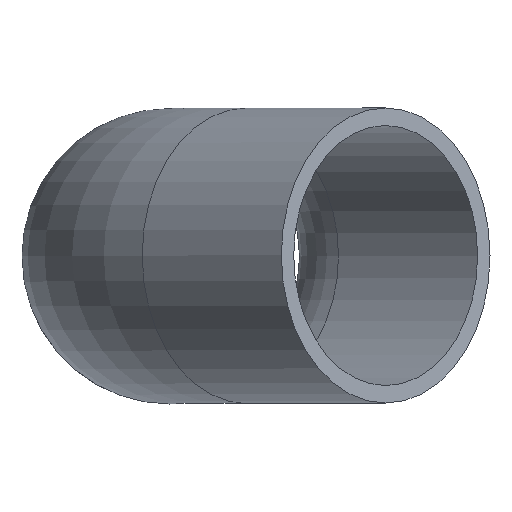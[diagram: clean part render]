
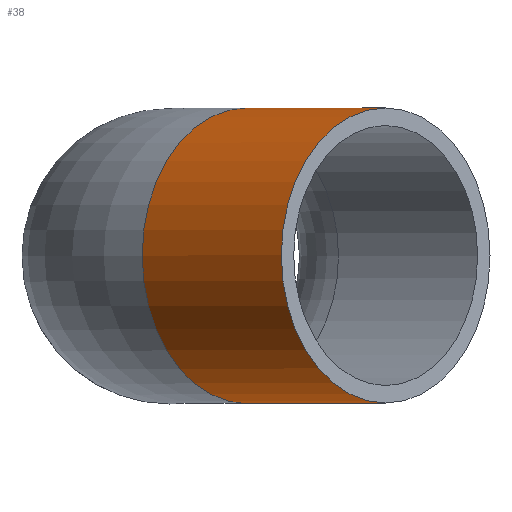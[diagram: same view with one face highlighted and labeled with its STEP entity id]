
A CAD part, top view. The second image highlights one B-rep face of the part: STEP entity #38.
In plain terms, the highlighted cylindrical face has radius 225 mm (diameter 450 mm), a full revolution.
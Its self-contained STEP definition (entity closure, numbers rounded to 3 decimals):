
#38 = ADVANCED_FACE( '', ( #77, #78 ), #79, .T. );
#77 = FACE_OUTER_BOUND( '', #116, .T. );
#78 = FACE_OUTER_BOUND( '', #117, .T. );
#79 = CYLINDRICAL_SURFACE( '', #118, 225. );
#116 = EDGE_LOOP( '', ( #155 ) );
#117 = EDGE_LOOP( '', ( #156 ) );
#118 = AXIS2_PLACEMENT_3D( '', #157, #158, #159 );
#155 = ORIENTED_EDGE( '', *, *, #188, .F. );
#156 = ORIENTED_EDGE( '', *, *, #193, .T. );
#157 = CARTESIAN_POINT( '', ( 299.006, 0., 342.148 ) );
#158 = DIRECTION( '', ( 0.707, 0., 0.707 ) );
#159 = DIRECTION( '', ( -0.707, 0., 0.707 ) );
#188 = EDGE_CURVE( '', #206, #206, #207, .T. );
#193 = EDGE_CURVE( '', #214, #214, #215, .T. );
#206 = VERTEX_POINT( '', #230 );
#207 = CIRCLE( '', #231, 225. );
#214 = VERTEX_POINT( '', #238 );
#215 = CIRCLE( '', #239, 225. );
#230 = CARTESIAN_POINT( '', ( 458.105, 0., 183.049 ) );
#231 = AXIS2_PLACEMENT_3D( '', #254, #255, #256 );
#238 = CARTESIAN_POINT( '', ( 245.973, 0., -29.083 ) );
#239 = AXIS2_PLACEMENT_3D( '', #263, #264, #265 );
#254 = CARTESIAN_POINT( '', ( 299.006, 0., 342.148 ) );
#255 = DIRECTION( '', ( 0.707, 0., 0.707 ) );
#256 = DIRECTION( '', ( 0.707, 0., -0.707 ) );
#263 = CARTESIAN_POINT( '', ( 86.874, 0., 130.016 ) );
#264 = DIRECTION( '', ( 0.707, 0., 0.707 ) );
#265 = DIRECTION( '', ( 0.707, 0., -0.707 ) );
